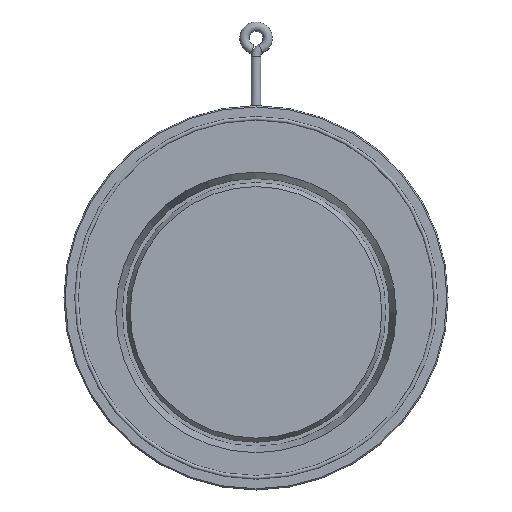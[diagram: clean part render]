
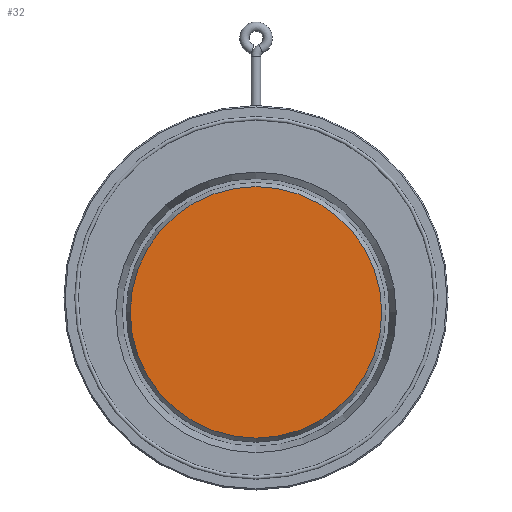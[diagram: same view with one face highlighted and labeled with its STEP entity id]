
A CAD part, top view. The second image highlights one B-rep face of the part: STEP entity #32.
In plain terms, the highlighted planar face has unit normal (0, 0, 1).
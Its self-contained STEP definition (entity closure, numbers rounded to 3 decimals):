
#19 = DIRECTION ( 'NONE',  ( 0., 0., 1. ) ) ;
#32 = ADVANCED_FACE ( 'NONE', ( #139 ), #550, .T. ) ;
#38 = EDGE_CURVE ( 'NONE', #533, #533, #386, .T. ) ;
#139 = FACE_OUTER_BOUND ( 'NONE', #605, .T. ) ;
#201 = DIRECTION ( 'NONE',  ( -1., 0., 0. ) ) ;
#202 = AXIS2_PLACEMENT_3D ( 'NONE', #541, #222, #201 ) ;
#222 = DIRECTION ( 'NONE',  ( 0., 0., -1. ) ) ;
#250 = CARTESIAN_POINT ( 'NONE',  ( -108.036, -12.45, -1.51 ) ) ;
#347 = AXIS2_PLACEMENT_3D ( 'NONE', #445, #19, #353 ) ;
#353 = DIRECTION ( 'NONE',  ( 1., 0., 0. ) ) ;
#386 = CIRCLE ( 'NONE', #202, 108.036 ) ;
#445 = CARTESIAN_POINT ( 'NONE',  ( 0., 95.586, -1.51 ) ) ;
#533 = VERTEX_POINT ( 'NONE', #250 ) ;
#541 = CARTESIAN_POINT ( 'NONE',  ( 0., -12.45, -1.51 ) ) ;
#550 = PLANE ( 'NONE',  #347 ) ;
#562 = ORIENTED_EDGE ( 'NONE', *, *, #38, .F. ) ;
#605 = EDGE_LOOP ( 'NONE', ( #562 ) ) ;
